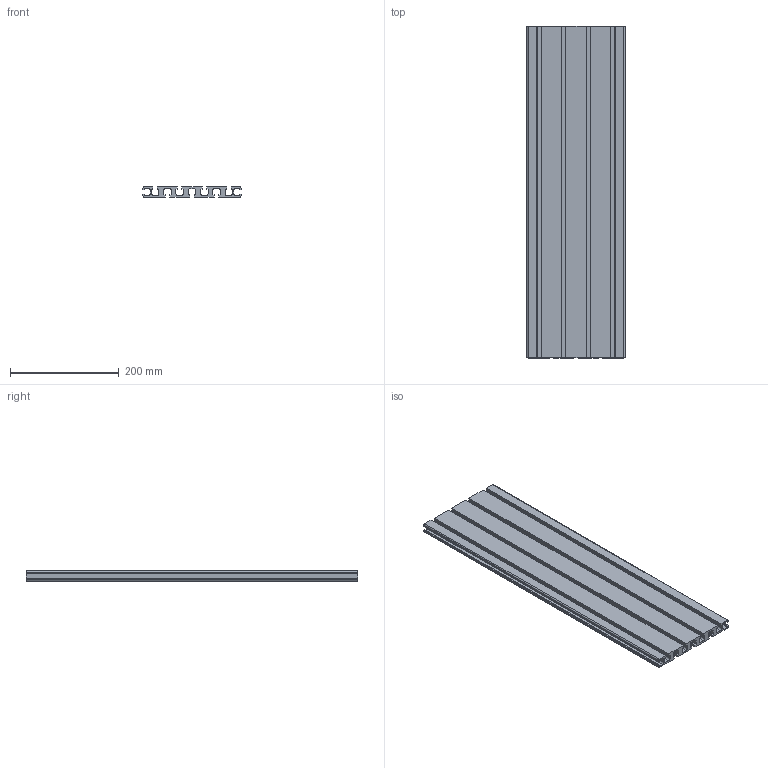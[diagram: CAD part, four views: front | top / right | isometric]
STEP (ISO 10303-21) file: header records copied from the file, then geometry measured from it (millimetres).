
FILE_DESCRIPTION(/* description */ (''),/* implementation_level */ '2;1');
FILE_NAME(/* name */ '10-18018.5-0-24IN.step',/* time_stamp */ '2024-11-08T14:21:12-05:00',/* author */ (''),/* organization */ (''),/* preprocessor_version */ 'ST-DEVELOPER v20',/* originating_system */ 'Autodesk Translation Framework v13.20.0.188',/* authorisation */ '');
FILE_SCHEMA (('AUTOMOTIVE_DESIGN { 1 0 10303 214 3 1 1 }'));
Length unit declared in the file: millimetre
Products named in the file (1): (Unsaved)
Bounding box: 180 x 609.6 x 18.5 mm (x, y, z)
Volume: 1036969.3 mm3; surface area: 453884.3 mm2
Topology: 1 solids, 1 shells, 100 faces, 294 edges, 196 vertices
Faces by surface type: plane 78, cylinder 22
Entity records: 3335 total; most frequent: CARTESIAN_POINT 591, ORIENTED_EDGE 588, DIRECTION 540, EDGE_CURVE 294, LINE 250, VECTOR 250, VERTEX_POINT 196, AXIS2_PLACEMENT_3D 145
